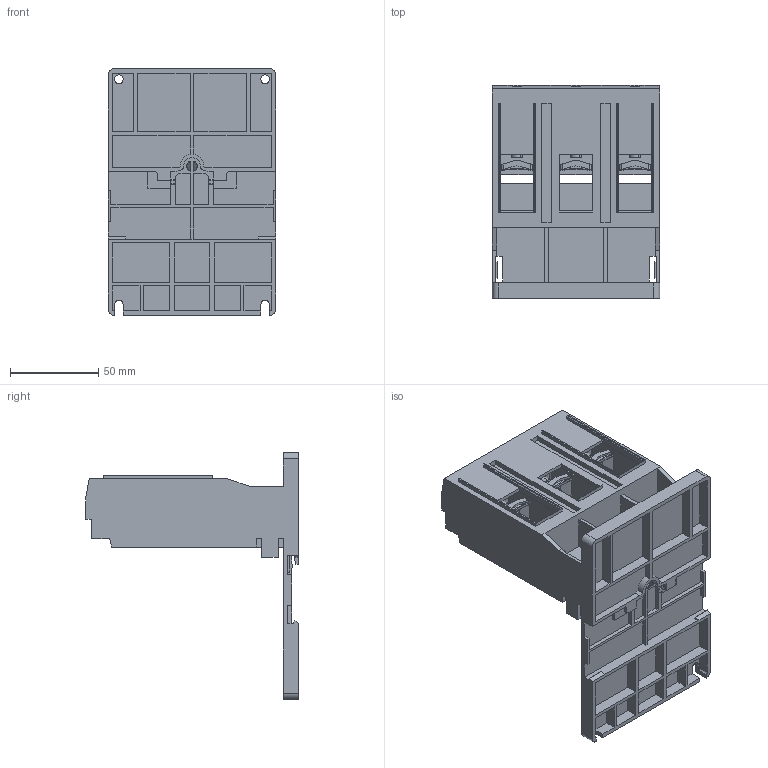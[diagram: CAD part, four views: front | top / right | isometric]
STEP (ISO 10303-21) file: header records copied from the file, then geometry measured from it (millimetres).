
FILE_DESCRIPTION (( 'STEP AP203' ), '1' );
FILE_NAME ('HMX4-PADT-OR.step', '2022-11-01T18:17:20', ( '' ), ( '' ), 'SwSTEP 2.0', 'SolidWorks 2021', '' );
FILE_SCHEMA (( 'CONFIG_CONTROL_DESIGN' ));
Length unit declared in the file: inch
Products named in the file (1): HMX4-PADT-OR
Bounding box: 95 x 120.7 x 140 mm (x, y, z)
Volume: 165970.8 mm3; surface area: 143335.6 mm2
Topology: 7 solids, 7 shells, 1505 faces, 4085 edges, 2619 vertices
Faces by surface type: plane 1040, cylinder 327, bspline 66, torus 48, cone 24
Entity records: 56283 total; most frequent: CARTESIAN_POINT 18742, ORIENTED_EDGE 8158, DIRECTION 7238, EDGE_CURVE 4079, VECTOR 3032, LINE 3032, VERTEX_POINT 2619, AXIS2_PLACEMENT_3D 2103
